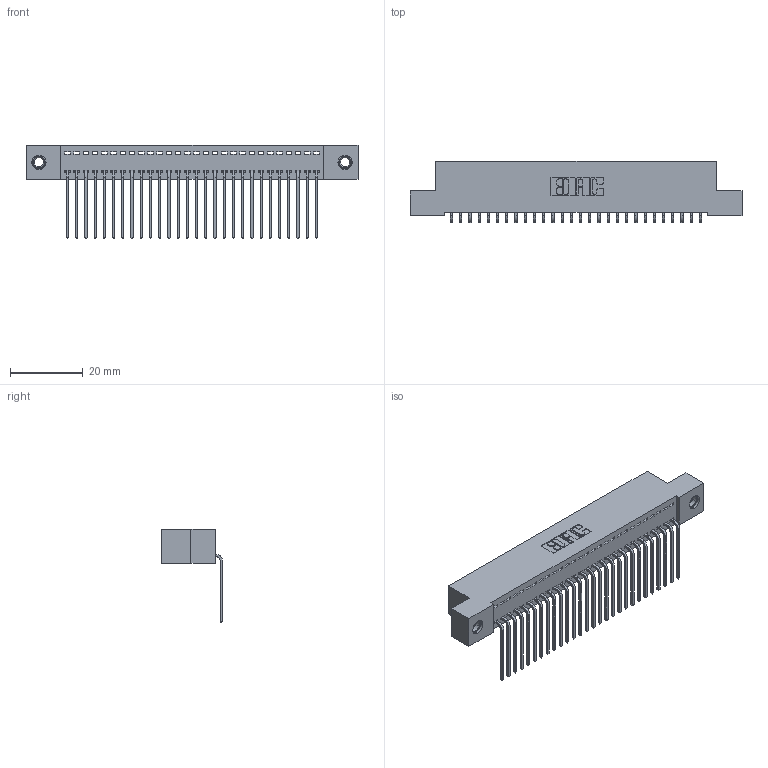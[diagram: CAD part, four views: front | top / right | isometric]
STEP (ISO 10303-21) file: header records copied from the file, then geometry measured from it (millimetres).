
FILE_DESCRIPTION (( 'STEP AP203' ), '1' );
FILE_NAME ('392-028-559-107.STEP', '2019-10-07T12:42:50', ( '' ), ( '' ), 'SwSTEP 2.0', 'SolidWorks 2016', '' );
FILE_SCHEMA (( 'CONFIG_CONTROL_DESIGN' ));
Length unit declared in the file: inch
Products named in the file (4): 345-250-001_345-250-005-103; 392-028-559-107; 342 Part_TI; 345-292-001_558 559 Tail - 1
Assembly tree (31 placements, depth 2):
  392-028-559-107
    342 Part_TI
    345-292-001_558 559 Tail - 1  x28
    345-250-001_345-250-005-103  x2
Bounding box: 91.44 x 16.83 x 25.78 mm (x, y, z)
Volume: 8046.5 mm3; surface area: 12116.5 mm2
Topology: 31 solids, 31 shells, 1850 faces, 5531 edges, 3642 vertices
Faces by surface type: plane 1330, cylinder 504, cone 12, torus 4
Entity records: 20066 total; most frequent: CARTESIAN_POINT 3445, ORIENTED_EDGE 3402, DIRECTION 2967, EDGE_CURVE 1701, LINE 1553, VECTOR 1553, VERTEX_POINT 1128, AXIS2_PLACEMENT_3D 707
